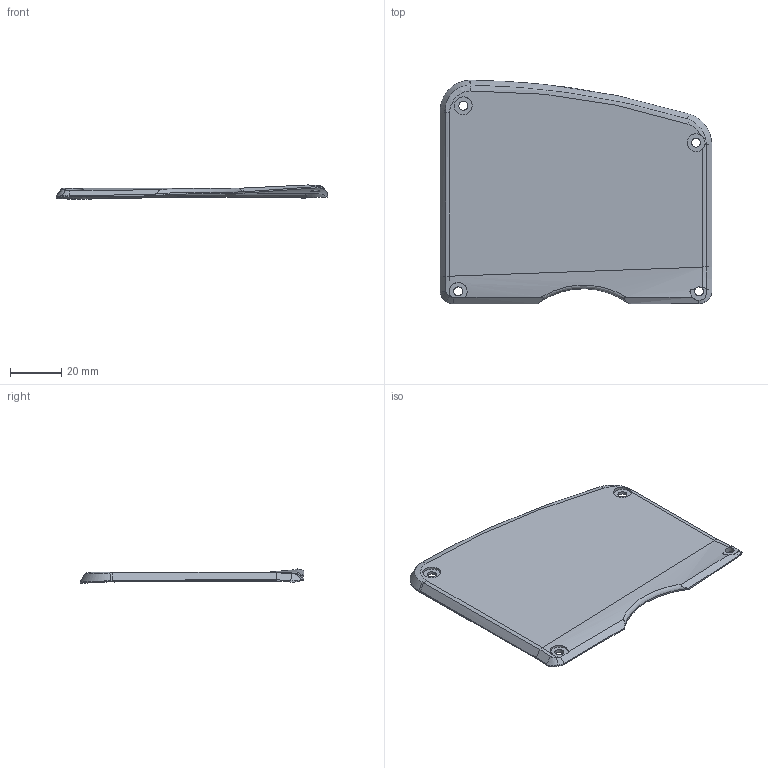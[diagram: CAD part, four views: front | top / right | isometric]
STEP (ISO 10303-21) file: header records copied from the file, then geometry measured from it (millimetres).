
FILE_DESCRIPTION(('FreeCAD Model'),'2;1');
FILE_NAME('Open CASCADE Shape Model','2021-10-26T07:51:58',( 'kicad StepUp'),('ksu MCAD'),'Open CASCADE STEP processor 7.5', 'FreeCAD','Unknown');
FILE_SCHEMA(('AUTOMOTIVE_DESIGN { 1 0 10303 214 1 1 1 1 }'));
Length unit declared in the file: millimetre
Products named in the file (1): Cut (Mirror #1)
Bounding box: 106 x 87.2 x 5.54 mm (x, y, z)
Volume: 16303.3 mm3; surface area: 17850.4 mm2
Topology: 1 solids, 1 shells, 65 faces, 185 edges, 119 vertices
Faces by surface type: bspline 39, cylinder 16, plane 10
Full cylindrical faces by diameter (mm): 3.5 x4, 7 x2
Entity records: 16552 total; most frequent: CARTESIAN_POINT 15220, ORIENTED_EDGE 366, EDGE_CURVE 183, B_SPLINE_CURVE_WITH_KNOTS 134, DIRECTION 125, VERTEX_POINT 119, FACE_BOUND 72, EDGE_LOOP 72
